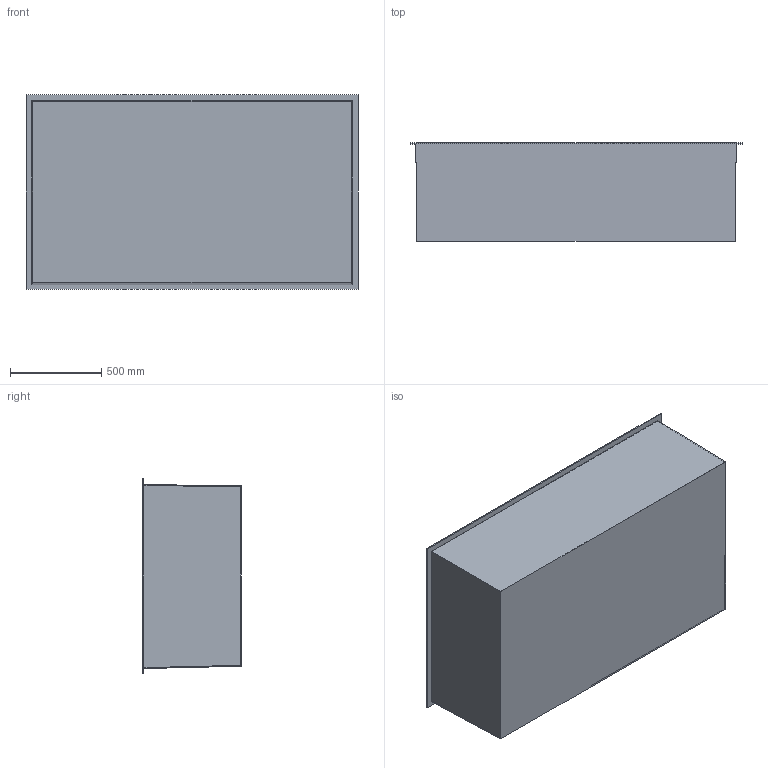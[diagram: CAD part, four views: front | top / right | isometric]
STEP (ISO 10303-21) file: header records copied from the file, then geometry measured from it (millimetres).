
FILE_DESCRIPTION(/* description */ ('Alibre Inc.'),/* implementation_level */ '2;1');
FILE_NAME(/* name */ 'export0',/* time_stamp */ '2012-03-24T09:24:45-06:00',/* author */ (''),/* organization */ (''),/* preprocessor_version */ 'ST-DEVELOPER v14',/* originating_system */ 'Alibre',/* authorisation */ '');
FILE_SCHEMA (('CONFIG_CONTROL_DESIGN'));
Length unit declared in the file: centimetre
Products named in the file (1): ID_1
Bounding box: 1822.45 x 539.75 x 1066.8 mm (x, y, z)
Volume: 24803606.1 mm3; surface area: 9707170.6 mm2
Topology: 1 solids, 1 shells, 21 faces, 48 edges, 32 vertices
Faces by surface type: plane 17, bspline 4
Entity records: 698 total; most frequent: CARTESIAN_POINT 172, ORIENTED_EDGE 96, DIRECTION 60, EDGE_CURVE 48, VECTOR 44, LINE 44, VERTEX_POINT 32, EDGE_LOOP 24
